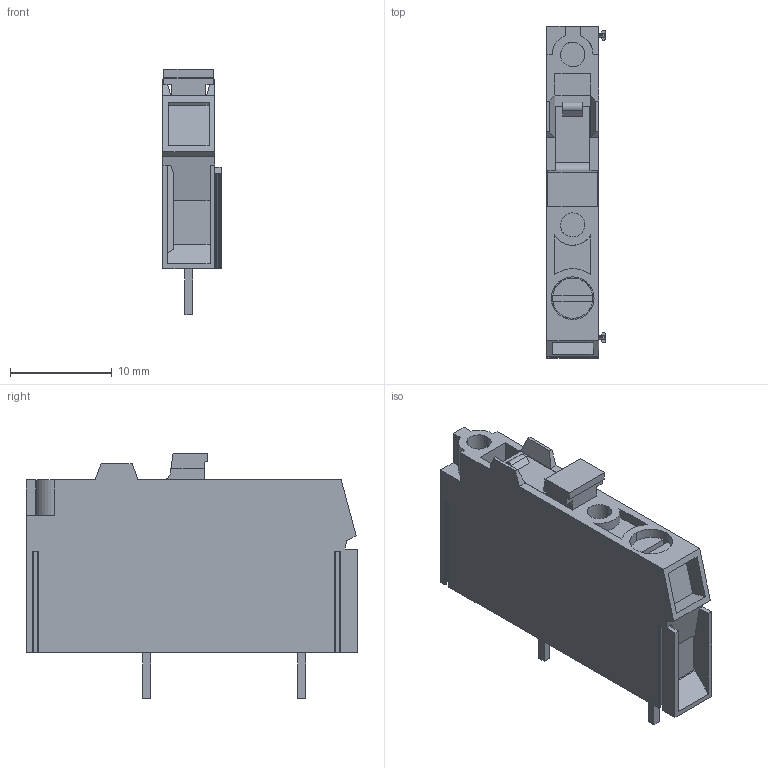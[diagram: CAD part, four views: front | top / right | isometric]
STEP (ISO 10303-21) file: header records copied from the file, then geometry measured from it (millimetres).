
FILE_DESCRIPTION(('CATIA V5 STEP Exchange','CAx-IF Rec.Pracs.--- Model Styling and Organization---1.4--- 2014-01-23'),'2;1');
FILE_NAME ('D1509339_0_1755190000_1755190000.stp','2021-11-09T10:45:52+00:00',('none'),('Weidmueller'),'CATIA Version 5-6 Release 2016 SP3 HF44','CATIA V5 STEP AP214','none');
FILE_SCHEMA(('AUTOMOTIVE_DESIGN { 1 0 10303 214 1 1 1 1 }'));
Length unit declared in the file: millimetre
Products named in the file (1): 1755190000
Bounding box: 5.73 x 32.6 x 24.1 mm (x, y, z)
Volume: 2611.7 mm3; surface area: 2168.3 mm2
Topology: 5 solids, 5 shells, 182 faces, 503 edges, 337 vertices
Faces by surface type: plane 136, cylinder 46
Entity records: 6092 total; most frequent: CARTESIAN_POINT 1243, ORIENTED_EDGE 1006, DIRECTION 849, EDGE_CURVE 503, VECTOR 390, LINE 390, VERTEX_POINT 337, AXIS2_PLACEMENT_3D 278
